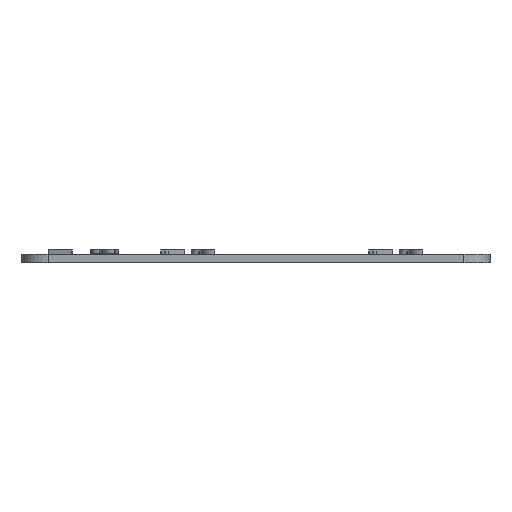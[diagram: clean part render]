
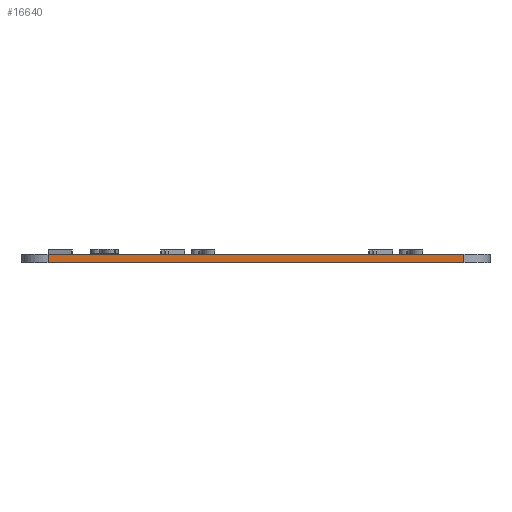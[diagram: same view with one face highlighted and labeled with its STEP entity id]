
A CAD part, left-side view. The second image highlights one B-rep face of the part: STEP entity #16640.
In plain terms, the highlighted planar face has unit normal (-1, 0, 0).
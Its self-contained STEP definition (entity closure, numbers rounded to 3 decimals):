
#16110 = PLANE('',#16111);
#16111 = AXIS2_PLACEMENT_3D('',#16112,#16113,#16114);
#16112 = CARTESIAN_POINT('',(-11.703,3.712,0.));
#16113 = DIRECTION('',(0.,0.,1.));
#16114 = DIRECTION('',(1.,0.,0.));
#16138 = CYLINDRICAL_SURFACE('',#16139,3.);
#16139 = AXIS2_PLACEMENT_3D('',#16140,#16141,#16142);
#16140 = CARTESIAN_POINT('',(-51.528,27.712,0.));
#16141 = DIRECTION('',(0.,0.,1.));
#16142 = DIRECTION('',(0.,1.,0.));
#16166 = PLANE('',#16167);
#16167 = AXIS2_PLACEMENT_3D('',#16168,#16169,#16170);
#16168 = CARTESIAN_POINT('',(-11.703,3.712,1.));
#16169 = DIRECTION('',(0.,0.,1.));
#16170 = DIRECTION('',(1.,0.,0.));
#16209 = VERTEX_POINT('',#16210);
#16210 = CARTESIAN_POINT('',(-54.528,27.712,0.));
#16232 = EDGE_CURVE('',#16233,#16209,#16235,.T.);
#16233 = VERTEX_POINT('',#16234);
#16234 = CARTESIAN_POINT('',(-54.528,-20.288,0.));
#16235 = SURFACE_CURVE('',#16236,(#16240,#16247),.PCURVE_S1.);
#16236 = LINE('',#16237,#16238);
#16237 = CARTESIAN_POINT('',(-54.528,-23.288,0.));
#16238 = VECTOR('',#16239,1.);
#16239 = DIRECTION('',(0.,1.,0.));
#16240 = PCURVE('',#16110,#16241);
#16241 = DEFINITIONAL_REPRESENTATION('',(#16242),#16246);
#16242 = LINE('',#16243,#16244);
#16243 = CARTESIAN_POINT('',(-42.825,-27.));
#16244 = VECTOR('',#16245,1.);
#16245 = DIRECTION('',(0.,1.));
#16246 = ( GEOMETRIC_REPRESENTATION_CONTEXT(2) 
PARAMETRIC_REPRESENTATION_CONTEXT() REPRESENTATION_CONTEXT('2D SPACE',''
  ) );
#16247 = PCURVE('',#16248,#16253);
#16248 = PLANE('',#16249);
#16249 = AXIS2_PLACEMENT_3D('',#16250,#16251,#16252);
#16250 = CARTESIAN_POINT('',(-54.528,-23.288,0.));
#16251 = DIRECTION('',(-1.,0.,0.));
#16252 = DIRECTION('',(0.,1.,0.));
#16253 = DEFINITIONAL_REPRESENTATION('',(#16254),#16258);
#16254 = LINE('',#16255,#16256);
#16255 = CARTESIAN_POINT('',(0.,0.));
#16256 = VECTOR('',#16257,1.);
#16257 = DIRECTION('',(1.,0.));
#16258 = ( GEOMETRIC_REPRESENTATION_CONTEXT(2) 
PARAMETRIC_REPRESENTATION_CONTEXT() REPRESENTATION_CONTEXT('2D SPACE',''
  ) );
#16281 = CYLINDRICAL_SURFACE('',#16282,3.);
#16282 = AXIS2_PLACEMENT_3D('',#16283,#16284,#16285);
#16283 = CARTESIAN_POINT('',(-51.528,-20.288,0.));
#16284 = DIRECTION('',(0.,0.,1.));
#16285 = DIRECTION('',(0.,-1.,0.));
#16412 = EDGE_CURVE('',#16209,#16413,#16415,.T.);
#16413 = VERTEX_POINT('',#16414);
#16414 = CARTESIAN_POINT('',(-54.528,27.712,1.));
#16415 = SURFACE_CURVE('',#16416,(#16420,#16427),.PCURVE_S1.);
#16416 = LINE('',#16417,#16418);
#16417 = CARTESIAN_POINT('',(-54.528,27.712,0.));
#16418 = VECTOR('',#16419,1.);
#16419 = DIRECTION('',(0.,0.,1.));
#16420 = PCURVE('',#16138,#16421);
#16421 = DEFINITIONAL_REPRESENTATION('',(#16422),#16426);
#16422 = LINE('',#16423,#16424);
#16423 = CARTESIAN_POINT('',(1.571,0.));
#16424 = VECTOR('',#16425,1.);
#16425 = DIRECTION('',(0.,1.));
#16426 = ( GEOMETRIC_REPRESENTATION_CONTEXT(2) 
PARAMETRIC_REPRESENTATION_CONTEXT() REPRESENTATION_CONTEXT('2D SPACE',''
  ) );
#16427 = PCURVE('',#16248,#16428);
#16428 = DEFINITIONAL_REPRESENTATION('',(#16429),#16433);
#16429 = LINE('',#16430,#16431);
#16430 = CARTESIAN_POINT('',(51.,0.));
#16431 = VECTOR('',#16432,1.);
#16432 = DIRECTION('',(0.,-1.));
#16433 = ( GEOMETRIC_REPRESENTATION_CONTEXT(2) 
PARAMETRIC_REPRESENTATION_CONTEXT() REPRESENTATION_CONTEXT('2D SPACE',''
  ) );
#16517 = EDGE_CURVE('',#16518,#16413,#16520,.T.);
#16518 = VERTEX_POINT('',#16519);
#16519 = CARTESIAN_POINT('',(-54.528,-20.288,1.));
#16520 = SURFACE_CURVE('',#16521,(#16525,#16532),.PCURVE_S1.);
#16521 = LINE('',#16522,#16523);
#16522 = CARTESIAN_POINT('',(-54.528,-23.288,1.));
#16523 = VECTOR('',#16524,1.);
#16524 = DIRECTION('',(0.,1.,0.));
#16525 = PCURVE('',#16166,#16526);
#16526 = DEFINITIONAL_REPRESENTATION('',(#16527),#16531);
#16527 = LINE('',#16528,#16529);
#16528 = CARTESIAN_POINT('',(-42.825,-27.));
#16529 = VECTOR('',#16530,1.);
#16530 = DIRECTION('',(0.,1.));
#16531 = ( GEOMETRIC_REPRESENTATION_CONTEXT(2) 
PARAMETRIC_REPRESENTATION_CONTEXT() REPRESENTATION_CONTEXT('2D SPACE',''
  ) );
#16532 = PCURVE('',#16248,#16533);
#16533 = DEFINITIONAL_REPRESENTATION('',(#16534),#16538);
#16534 = LINE('',#16535,#16536);
#16535 = CARTESIAN_POINT('',(0.,-1.));
#16536 = VECTOR('',#16537,1.);
#16537 = DIRECTION('',(1.,0.));
#16538 = ( GEOMETRIC_REPRESENTATION_CONTEXT(2) 
PARAMETRIC_REPRESENTATION_CONTEXT() REPRESENTATION_CONTEXT('2D SPACE',''
  ) );
#16640 = ADVANCED_FACE('',(#16641),#16248,.T.);
#16641 = FACE_BOUND('',#16642,.T.);
#16642 = EDGE_LOOP('',(#16643,#16644,#16665,#16666));
#16643 = ORIENTED_EDGE('',*,*,#16232,.F.);
#16644 = ORIENTED_EDGE('',*,*,#16645,.T.);
#16645 = EDGE_CURVE('',#16233,#16518,#16646,.T.);
#16646 = SURFACE_CURVE('',#16647,(#16651,#16658),.PCURVE_S1.);
#16647 = LINE('',#16648,#16649);
#16648 = CARTESIAN_POINT('',(-54.528,-20.288,0.));
#16649 = VECTOR('',#16650,1.);
#16650 = DIRECTION('',(0.,0.,1.));
#16651 = PCURVE('',#16248,#16652);
#16652 = DEFINITIONAL_REPRESENTATION('',(#16653),#16657);
#16653 = LINE('',#16654,#16655);
#16654 = CARTESIAN_POINT('',(3.,0.));
#16655 = VECTOR('',#16656,1.);
#16656 = DIRECTION('',(0.,-1.));
#16657 = ( GEOMETRIC_REPRESENTATION_CONTEXT(2) 
PARAMETRIC_REPRESENTATION_CONTEXT() REPRESENTATION_CONTEXT('2D SPACE',''
  ) );
#16658 = PCURVE('',#16281,#16659);
#16659 = DEFINITIONAL_REPRESENTATION('',(#16660),#16664);
#16660 = LINE('',#16661,#16662);
#16661 = CARTESIAN_POINT('',(-1.571,0.));
#16662 = VECTOR('',#16663,1.);
#16663 = DIRECTION('',(-0.,1.));
#16664 = ( GEOMETRIC_REPRESENTATION_CONTEXT(2) 
PARAMETRIC_REPRESENTATION_CONTEXT() REPRESENTATION_CONTEXT('2D SPACE',''
  ) );
#16665 = ORIENTED_EDGE('',*,*,#16517,.T.);
#16666 = ORIENTED_EDGE('',*,*,#16412,.F.);
